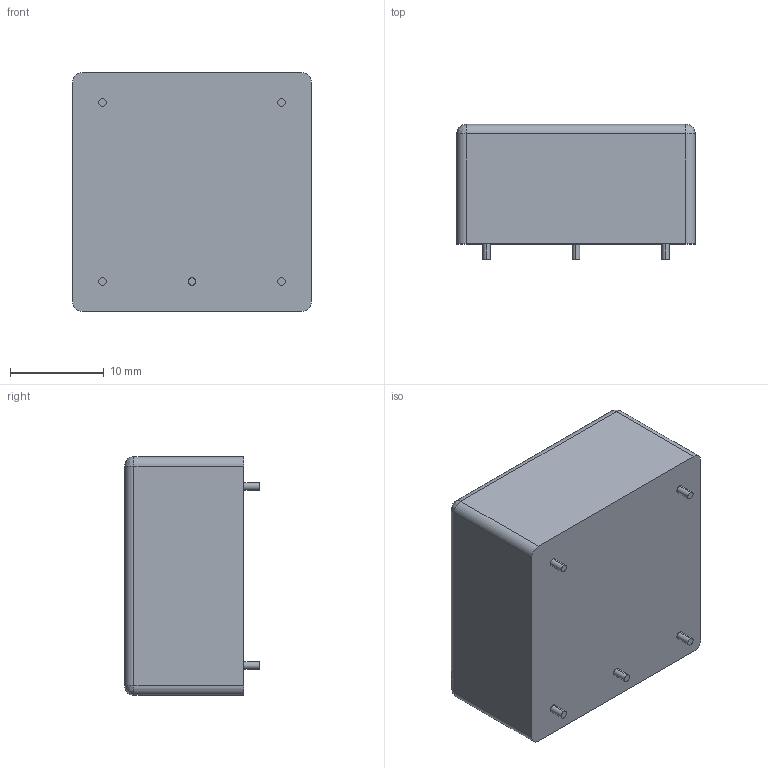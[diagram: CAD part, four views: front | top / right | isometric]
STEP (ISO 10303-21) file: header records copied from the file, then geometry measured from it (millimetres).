
FILE_DESCRIPTION (( 'STEP AP214' ), '1' );
FILE_NAME ('蟾85.STEP', '2017-07-27T08:35:36', ( '' ), ( '' ), 'SwSTEP 2.0', 'SolidWorks 2016', '' );
FILE_SCHEMA (( 'AUTOMOTIVE_DESIGN' ));
Length unit declared in the file: millimetre
Products named in the file (1): 蟾85
Bounding box: 25.4 x 14.35 x 25.4 mm (x, y, z)
Volume: 8165.6 mm3; surface area: 2534.5 mm2
Topology: 1 solids, 1 shells, 33 faces, 70 edges, 40 vertices
Faces by surface type: cylinder 18, plane 11, bspline 4
Entity records: 1048 total; most frequent: CARTESIAN_POINT 200, DIRECTION 162, ORIENTED_EDGE 132, AXIS2_PLACEMENT_3D 66, EDGE_CURVE 66, VERTEX_POINT 40, EDGE_LOOP 38, CIRCLE 36
